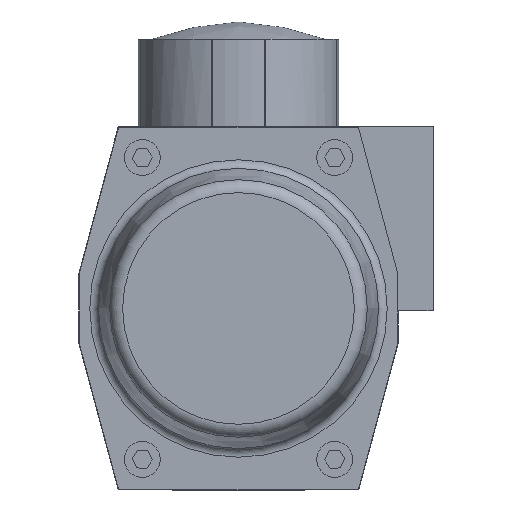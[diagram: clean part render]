
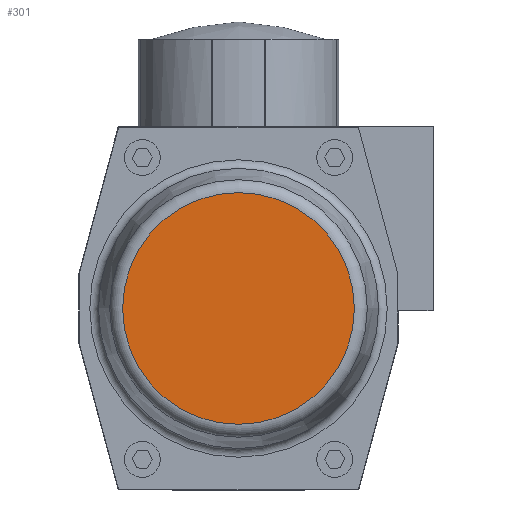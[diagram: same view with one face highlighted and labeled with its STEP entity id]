
A CAD part, front view. The second image highlights one B-rep face of the part: STEP entity #301.
In plain terms, the highlighted planar face has unit normal (0, -1, 0).
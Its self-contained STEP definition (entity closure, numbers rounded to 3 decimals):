
#301 = ADVANCED_FACE( '', ( #758 ), #759, .T. );
#758 = FACE_OUTER_BOUND( '', #1404, .T. );
#759 = PLANE( '', #1405 );
#1404 = EDGE_LOOP( '', ( #2266 ) );
#1405 = AXIS2_PLACEMENT_3D( '', #2267, #2268, #2269 );
#2266 = ORIENTED_EDGE( '', *, *, #3602, .F. );
#2267 = CARTESIAN_POINT( '', ( 0., -77.5, 0. ) );
#2268 = DIRECTION( '', ( 0., -1., 0. ) );
#2269 = DIRECTION( '', ( 1., 0., 0. ) );
#3602 = EDGE_CURVE( '', #4332, #4332, #4333, .T. );
#4332 = VERTEX_POINT( '', #5305 );
#4333 = CIRCLE( '', #5306, 26.491 );
#5305 = CARTESIAN_POINT( '', ( -26.491, -77.5, 0. ) );
#5306 = AXIS2_PLACEMENT_3D( '', #6174, #6175, #6176 );
#6174 = CARTESIAN_POINT( '', ( 0., -77.5, 0. ) );
#6175 = DIRECTION( '', ( 0., 1., 0. ) );
#6176 = DIRECTION( '', ( -1., 0., 0. ) );
